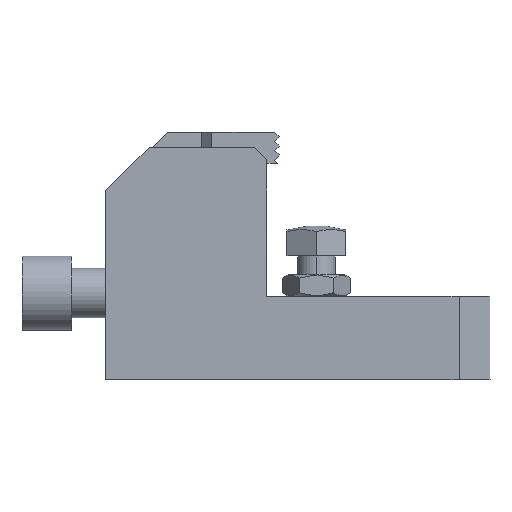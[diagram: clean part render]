
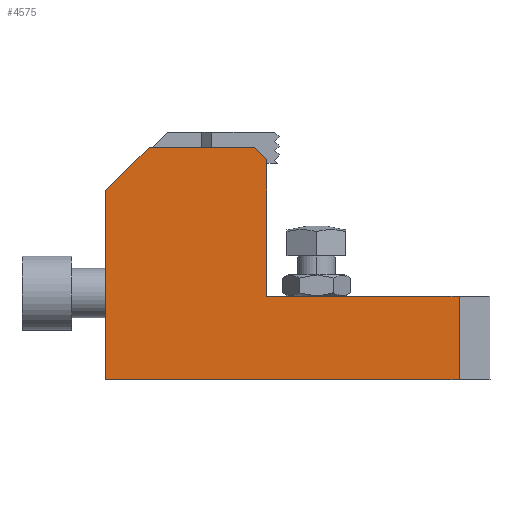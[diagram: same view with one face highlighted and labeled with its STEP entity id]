
A CAD part, front view. The second image highlights one B-rep face of the part: STEP entity #4575.
In plain terms, the highlighted planar face has unit normal (0, -1, 0).
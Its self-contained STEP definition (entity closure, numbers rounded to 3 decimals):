
#9 = EDGE_CURVE ( 'NONE', #32, #1023, #5115, .T. ) ;
#32 = VERTEX_POINT ( 'NONE', #2773 ) ;
#44 = CARTESIAN_POINT ( 'NONE',  ( -47., -19., 27. ) ) ;
#49 = CARTESIAN_POINT ( 'NONE',  ( -51., -19., 75. ) ) ;
#142 = ORIENTED_EDGE ( 'NONE', *, *, #9, .T. ) ;
#149 = VERTEX_POINT ( 'NONE', #49 ) ;
#211 = VERTEX_POINT ( 'NONE', #1695 ) ;
#216 = CARTESIAN_POINT ( 'NONE',  ( -99., -19., 61. ) ) ;
#245 = EDGE_LOOP ( 'NONE', ( #4358, #4177, #3001, #4553, #761, #142, #2586, #2611 ) ) ;
#299 = EDGE_CURVE ( 'NONE', #4595, #4943, #547, .T. ) ;
#392 = LINE ( 'NONE', #777, #2469 ) ;
#428 = EDGE_CURVE ( 'NONE', #149, #32, #392, .T. ) ;
#547 = LINE ( 'NONE', #3855, #4689 ) ;
#583 = DIRECTION ( 'NONE',  ( 1., 0., 0. ) ) ;
#761 = ORIENTED_EDGE ( 'NONE', *, *, #428, .T. ) ;
#777 = CARTESIAN_POINT ( 'NONE',  ( -79., -19., 75. ) ) ;
#813 = EDGE_CURVE ( 'NONE', #1419, #149, #5210, .T. ) ;
#935 = FACE_OUTER_BOUND ( 'NONE', #245, .T. ) ;
#1023 = VERTEX_POINT ( 'NONE', #216 ) ;
#1030 = VECTOR ( 'NONE', #4546, 1000. ) ;
#1185 = DIRECTION ( 'NONE',  ( 0., 0., 1. ) ) ;
#1333 = EDGE_CURVE ( 'NONE', #1023, #4595, #4921, .T. ) ;
#1419 = VERTEX_POINT ( 'NONE', #4609 ) ;
#1477 = CARTESIAN_POINT ( 'NONE',  ( -47., -19., 75. ) ) ;
#1505 = DIRECTION ( 'NONE',  ( -1., 0., 0. ) ) ;
#1648 = VECTOR ( 'NONE', #1185, 1000. ) ;
#1695 = CARTESIAN_POINT ( 'NONE',  ( -47., -19., 27. ) ) ;
#1737 = EDGE_CURVE ( 'NONE', #4292, #211, #3660, .T. ) ;
#1803 = DIRECTION ( 'NONE',  ( 1., 0., 0. ) ) ;
#1878 = DIRECTION ( 'NONE',  ( 0., 0., 1. ) ) ;
#1968 = VECTOR ( 'NONE', #4726, 1000. ) ;
#2093 = AXIS2_PLACEMENT_3D ( 'NONE', #3052, #2616, #583 ) ;
#2279 = LINE ( 'NONE', #1477, #3703 ) ;
#2469 = VECTOR ( 'NONE', #1505, 1000. ) ;
#2586 = ORIENTED_EDGE ( 'NONE', *, *, #1333, .T. ) ;
#2611 = ORIENTED_EDGE ( 'NONE', *, *, #299, .T. ) ;
#2616 = DIRECTION ( 'NONE',  ( 0., -1., 0. ) ) ;
#2773 = CARTESIAN_POINT ( 'NONE',  ( -85., -19., 75. ) ) ;
#3001 = ORIENTED_EDGE ( 'NONE', *, *, #4263, .T. ) ;
#3052 = CARTESIAN_POINT ( 'NONE',  ( -79., -19., 52. ) ) ;
#3174 = CARTESIAN_POINT ( 'NONE',  ( -47., -19., 71. ) ) ;
#3409 = VECTOR ( 'NONE', #4154, 1000. ) ;
#3660 = LINE ( 'NONE', #44, #1030 ) ;
#3695 = CARTESIAN_POINT ( 'NONE',  ( -99., -19., 52. ) ) ;
#3703 = VECTOR ( 'NONE', #1878, 1000. ) ;
#3855 = CARTESIAN_POINT ( 'NONE',  ( 25., -19., 0. ) ) ;
#3989 = CARTESIAN_POINT ( 'NONE',  ( 15., -19., 52. ) ) ;
#4154 = DIRECTION ( 'NONE',  ( 0., 0., -1. ) ) ;
#4177 = ORIENTED_EDGE ( 'NONE', *, *, #1737, .T. ) ;
#4263 = EDGE_CURVE ( 'NONE', #211, #1419, #2279, .T. ) ;
#4292 = VERTEX_POINT ( 'NONE', #5188 ) ;
#4358 = ORIENTED_EDGE ( 'NONE', *, *, #5120, .T. ) ;
#4401 = LINE ( 'NONE', #3989, #1648 ) ;
#4459 = CARTESIAN_POINT ( 'NONE',  ( 15., -19., 0. ) ) ;
#4546 = DIRECTION ( 'NONE',  ( -1., 0., 0. ) ) ;
#4553 = ORIENTED_EDGE ( 'NONE', *, *, #813, .T. ) ;
#4567 = PLANE ( 'NONE',  #2093 ) ;
#4575 = ADVANCED_FACE ( 'NONE', ( #935 ), #4567, .T. ) ;
#4595 = VERTEX_POINT ( 'NONE', #5041 ) ;
#4609 = CARTESIAN_POINT ( 'NONE',  ( -47., -19., 71. ) ) ;
#4664 = CARTESIAN_POINT ( 'NONE',  ( -85., -19., 75. ) ) ;
#4688 = DIRECTION ( 'NONE',  ( -0.707, 0., -0.707 ) ) ;
#4689 = VECTOR ( 'NONE', #1803, 1000. ) ;
#4726 = DIRECTION ( 'NONE',  ( -0.707, 0., 0.707 ) ) ;
#4921 = LINE ( 'NONE', #3695, #3409 ) ;
#4943 = VERTEX_POINT ( 'NONE', #4459 ) ;
#5019 = VECTOR ( 'NONE', #4688, 1000. ) ;
#5041 = CARTESIAN_POINT ( 'NONE',  ( -99., -19., 0. ) ) ;
#5115 = LINE ( 'NONE', #4664, #5019 ) ;
#5120 = EDGE_CURVE ( 'NONE', #4943, #4292, #4401, .T. ) ;
#5188 = CARTESIAN_POINT ( 'NONE',  ( 15., -19., 27. ) ) ;
#5210 = LINE ( 'NONE', #3174, #1968 ) ;
